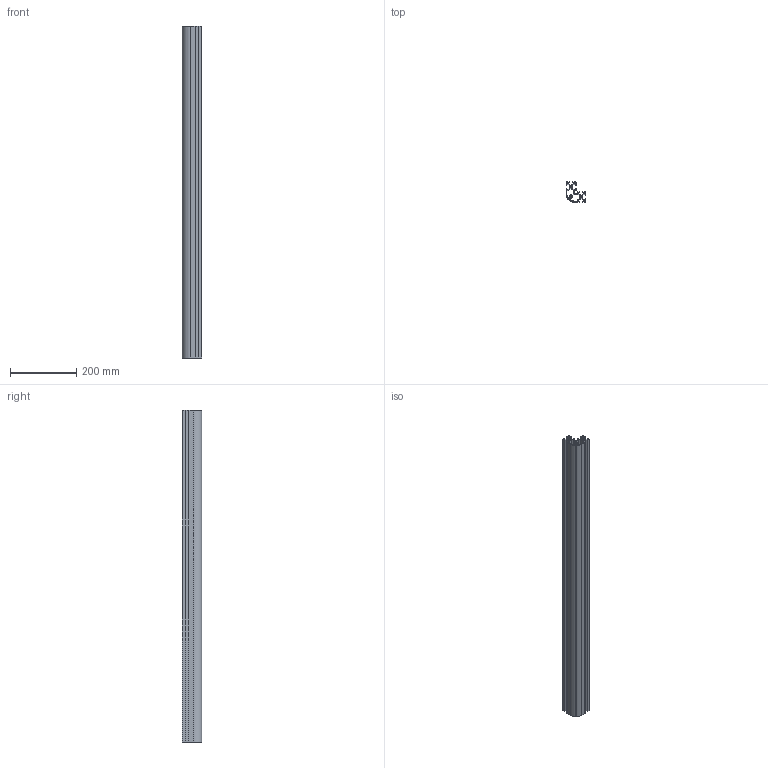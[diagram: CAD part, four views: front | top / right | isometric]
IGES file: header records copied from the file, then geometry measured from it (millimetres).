
Start section: SolidWorks IGES file using analytic representation for surfaces
Global section: file name: ALF-6630-8R.igs; native system: SolidWorks 2022; preprocessor: SolidWorks 2022; author: kb; date: 240807.131935; units: millimetre
Bounding box: 60 x 60 x 1000 mm (x, y, z)
Surface area: 713809.7 mm2 (no closed solid volume)
Topology: 0 solids, 0 shells, 222 faces, 2232 edges, 2232 vertices
Faces by surface type: bspline 122, revolution 100
